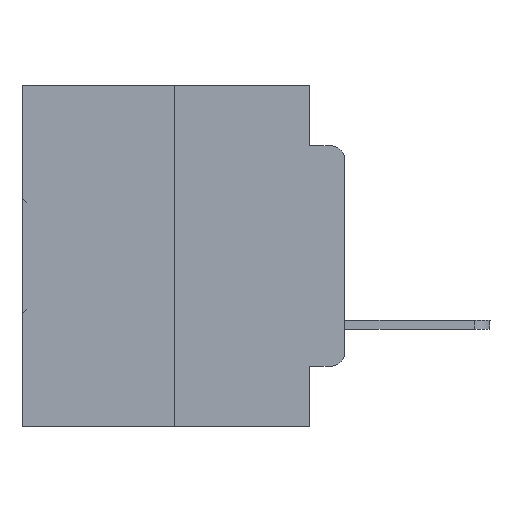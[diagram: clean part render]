
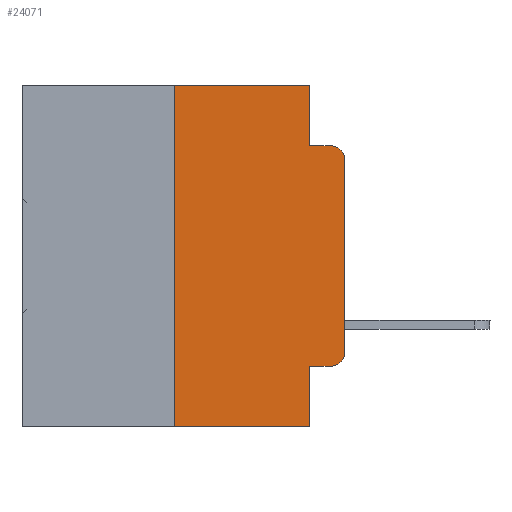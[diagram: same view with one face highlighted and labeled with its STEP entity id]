
A CAD part, left-side view. The second image highlights one B-rep face of the part: STEP entity #24071.
In plain terms, the highlighted planar face has unit normal (-1, 0, 0).
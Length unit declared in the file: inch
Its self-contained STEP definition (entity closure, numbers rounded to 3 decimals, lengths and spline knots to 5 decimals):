
#91 = VECTOR ( 'NONE', #3718, 39.37008 ) ;
#95 = DIRECTION ( 'NONE',  ( 0., 0., -1. ) ) ;
#496 = DIRECTION ( 'NONE',  ( 0., 0., -1. ) ) ;
#1129 = VECTOR ( 'NONE', #27852, 39.37008 ) ;
#1375 = CARTESIAN_POINT ( 'NONE',  ( 0., 0.02, -0.3915 ) ) ;
#1508 = EDGE_CURVE ( 'NONE', #24743, #13821, #20990, .T. ) ;
#1979 = DIRECTION ( 'NONE',  ( 0., 0., -1. ) ) ;
#2186 = CARTESIAN_POINT ( 'NONE',  ( 0., 0.051, -0.5 ) ) ;
#2297 = DIRECTION ( 'NONE',  ( 1., 0., 0. ) ) ;
#2559 = AXIS2_PLACEMENT_3D ( 'NONE', #4652, #2297, #1979 ) ;
#2724 = DIRECTION ( 'NONE',  ( 0., -1., 0. ) ) ;
#2773 = CARTESIAN_POINT ( 'NONE',  ( 0., 0., 0. ) ) ;
#3718 = DIRECTION ( 'NONE',  ( 0., -1., 0. ) ) ;
#4402 = LINE ( 'NONE', #21189, #91 ) ;
#4422 = CARTESIAN_POINT ( 'NONE',  ( 0., 0.051, 0. ) ) ;
#4652 = CARTESIAN_POINT ( 'NONE',  ( 0., 0.473, 0. ) ) ;
#5123 = LINE ( 'NONE', #26837, #19176 ) ;
#5426 = ORIENTED_EDGE ( 'NONE', *, *, #24788, .F. ) ;
#5485 = VERTEX_POINT ( 'NONE', #13284 ) ;
#5782 = CIRCLE ( 'NONE', #22608, 0.02 ) ;
#5890 = VECTOR ( 'NONE', #29277, 39.37008 ) ;
#6634 = EDGE_CURVE ( 'NONE', #23814, #31668, #27274, .T. ) ;
#6735 = ORIENTED_EDGE ( 'NONE', *, *, #21791, .F. ) ;
#7213 = CARTESIAN_POINT ( 'NONE',  ( 0., 0.02, -0.1085 ) ) ;
#7684 = VECTOR ( 'NONE', #20720, 39.37008 ) ;
#8207 = LINE ( 'NONE', #2773, #1129 ) ;
#8881 = EDGE_CURVE ( 'NONE', #31319, #13821, #4402, .T. ) ;
#9210 = CARTESIAN_POINT ( 'NONE',  ( 0., 0.051, -0.4115 ) ) ;
#10197 = LINE ( 'NONE', #4422, #5890 ) ;
#11356 = EDGE_CURVE ( 'NONE', #31668, #5485, #5782, .T. ) ;
#11598 = EDGE_CURVE ( 'NONE', #19043, #12544, #29882, .T. ) ;
#11717 = CARTESIAN_POINT ( 'NONE',  ( 0., 0.25, -0.5 ) ) ;
#12544 = VERTEX_POINT ( 'NONE', #2186 ) ;
#12561 = LINE ( 'NONE', #15489, #27324 ) ;
#12711 = DIRECTION ( 'NONE',  ( 0., 0., -1. ) ) ;
#13284 = CARTESIAN_POINT ( 'NONE',  ( 0., 0., -0.3915 ) ) ;
#13542 = ORIENTED_EDGE ( 'NONE', *, *, #11598, .T. ) ;
#13821 = VERTEX_POINT ( 'NONE', #18348 ) ;
#13890 = ORIENTED_EDGE ( 'NONE', *, *, #8881, .F. ) ;
#14010 = VECTOR ( 'NONE', #15537, 39.37008 ) ;
#15072 = DIRECTION ( 'NONE',  ( -1., 0., 0. ) ) ;
#15427 = ORIENTED_EDGE ( 'NONE', *, *, #6634, .T. ) ;
#15489 = CARTESIAN_POINT ( 'NONE',  ( 0., 0.051, 0. ) ) ;
#15537 = DIRECTION ( 'NONE',  ( 0., 0., 1. ) ) ;
#16436 = EDGE_CURVE ( 'NONE', #19043, #16459, #25247, .T. ) ;
#16459 = VERTEX_POINT ( 'NONE', #18136 ) ;
#16836 = DIRECTION ( 'NONE',  ( 0., -1., 0. ) ) ;
#17785 = CARTESIAN_POINT ( 'NONE',  ( 0., 0.051, -0.0885 ) ) ;
#18136 = CARTESIAN_POINT ( 'NONE',  ( 0., 0.25, 0. ) ) ;
#18309 = ORIENTED_EDGE ( 'NONE', *, *, #16436, .F. ) ;
#18348 = CARTESIAN_POINT ( 'NONE',  ( 0., 0.02, -0.0885 ) ) ;
#19043 = VERTEX_POINT ( 'NONE', #11717 ) ;
#19176 = VECTOR ( 'NONE', #16836, 39.37008 ) ;
#20720 = DIRECTION ( 'NONE',  ( 0., -1., 0. ) ) ;
#20990 = CIRCLE ( 'NONE', #29934, 0.02 ) ;
#21189 = CARTESIAN_POINT ( 'NONE',  ( 0., 0.051, -0.0885 ) ) ;
#21365 = DIRECTION ( 'NONE',  ( -1., 0., 0. ) ) ;
#21445 = ORIENTED_EDGE ( 'NONE', *, *, #27049, .T. ) ;
#21447 = ORIENTED_EDGE ( 'NONE', *, *, #24566, .F. ) ;
#21791 = EDGE_CURVE ( 'NONE', #23814, #12544, #10197, .T. ) ;
#22229 = VECTOR ( 'NONE', #2724, 39.37008 ) ;
#22608 = AXIS2_PLACEMENT_3D ( 'NONE', #1375, #21365, #12711 ) ;
#23814 = VERTEX_POINT ( 'NONE', #9210 ) ;
#23882 = FACE_OUTER_BOUND ( 'NONE', #30499, .T. ) ;
#24071 = ADVANCED_FACE ( 'NONE', ( #23882 ), #32198, .F. ) ;
#24566 = EDGE_CURVE ( 'NONE', #16459, #27601, #5123, .T. ) ;
#24743 = VERTEX_POINT ( 'NONE', #25173 ) ;
#24788 = EDGE_CURVE ( 'NONE', #27601, #31319, #12561, .T. ) ;
#25173 = CARTESIAN_POINT ( 'NONE',  ( 0., 0., -0.1085 ) ) ;
#25247 = LINE ( 'NONE', #30395, #14010 ) ;
#25477 = CARTESIAN_POINT ( 'NONE',  ( 0., 0.473, -0.5 ) ) ;
#25509 = CARTESIAN_POINT ( 'NONE',  ( 0., 0.051, -0.4115 ) ) ;
#26837 = CARTESIAN_POINT ( 'NONE',  ( 0., 0.473, 0. ) ) ;
#26886 = ORIENTED_EDGE ( 'NONE', *, *, #1508, .T. ) ;
#27049 = EDGE_CURVE ( 'NONE', #5485, #24743, #8207, .T. ) ;
#27274 = LINE ( 'NONE', #25509, #22229 ) ;
#27324 = VECTOR ( 'NONE', #496, 39.37008 ) ;
#27601 = VERTEX_POINT ( 'NONE', #30618 ) ;
#27852 = DIRECTION ( 'NONE',  ( 0., 0., 1. ) ) ;
#28637 = ORIENTED_EDGE ( 'NONE', *, *, #11356, .T. ) ;
#29209 = CARTESIAN_POINT ( 'NONE',  ( 0., 0.02, -0.4115 ) ) ;
#29277 = DIRECTION ( 'NONE',  ( 0., 0., -1. ) ) ;
#29882 = LINE ( 'NONE', #25477, #7684 ) ;
#29934 = AXIS2_PLACEMENT_3D ( 'NONE', #7213, #15072, #95 ) ;
#30395 = CARTESIAN_POINT ( 'NONE',  ( 0., 0.25, 0. ) ) ;
#30499 = EDGE_LOOP ( 'NONE', ( #21445, #26886, #13890, #5426, #21447, #18309, #13542, #6735, #15427, #28637 ) ) ;
#30618 = CARTESIAN_POINT ( 'NONE',  ( 0., 0.051, 0. ) ) ;
#31319 = VERTEX_POINT ( 'NONE', #17785 ) ;
#31668 = VERTEX_POINT ( 'NONE', #29209 ) ;
#32198 = PLANE ( 'NONE',  #2559 ) ;
